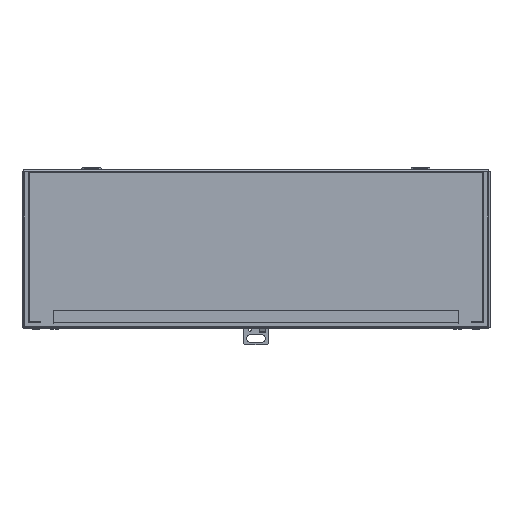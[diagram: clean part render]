
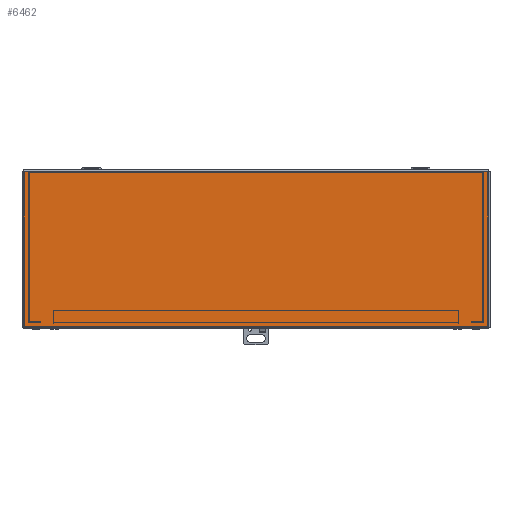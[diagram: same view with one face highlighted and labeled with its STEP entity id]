
A CAD part, top view. The second image highlights one B-rep face of the part: STEP entity #6462.
In plain terms, the highlighted planar face has unit normal (0, 0, 1).
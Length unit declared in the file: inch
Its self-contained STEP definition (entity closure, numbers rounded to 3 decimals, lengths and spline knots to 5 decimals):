
#1153 = DIRECTION ( 'NONE',  ( 0., -1., 0. ) ) ;
#2359 = DIRECTION ( 'NONE',  ( -1., 0., 0. ) ) ;
#2445 = ORIENTED_EDGE ( 'NONE', *, *, #8355, .F. ) ;
#2759 = ORIENTED_EDGE ( 'NONE', *, *, #9795, .F. ) ;
#3052 = VERTEX_POINT ( 'NONE', #4323 ) ;
#3286 = ORIENTED_EDGE ( 'NONE', *, *, #11620, .F. ) ;
#3287 = DIRECTION ( 'NONE',  ( 0., 1., 0. ) ) ;
#3331 = CARTESIAN_POINT ( 'NONE',  ( -9.1585, -0.029, 12.0285 ) ) ;
#3638 = EDGE_CURVE ( 'NONE', #11591, #3052, #16694, .T. ) ;
#4323 = CARTESIAN_POINT ( 'NONE',  ( -9.1585, -6.135, 12.0285 ) ) ;
#4386 = VERTEX_POINT ( 'NONE', #15550 ) ;
#5824 = LINE ( 'NONE', #10923, #14567 ) ;
#6320 = ORIENTED_EDGE ( 'NONE', *, *, #3638, .F. ) ;
#6462 = ADVANCED_FACE ( 'NONE', ( #12534 ), #12790, .T. ) ;
#7019 = VECTOR ( 'NONE', #11986, 39.37008 ) ;
#7222 = VERTEX_POINT ( 'NONE', #3331 ) ;
#7227 = VECTOR ( 'NONE', #1153, 39.37008 ) ;
#7235 = VECTOR ( 'NONE', #2359, 39.37008 ) ;
#7713 = CARTESIAN_POINT ( 'NONE',  ( 9.1585, -0.029, 12.0285 ) ) ;
#8355 = EDGE_CURVE ( 'NONE', #4386, #11591, #12607, .T. ) ;
#8730 = CARTESIAN_POINT ( 'NONE',  ( 9.1585, -6.135, 12.0285 ) ) ;
#9795 = EDGE_CURVE ( 'NONE', #3052, #7222, #5824, .T. ) ;
#10923 = CARTESIAN_POINT ( 'NONE',  ( -9.1585, -6.135, 12.0285 ) ) ;
#11591 = VERTEX_POINT ( 'NONE', #15893 ) ;
#11620 = EDGE_CURVE ( 'NONE', #7222, #4386, #11817, .T. ) ;
#11817 = LINE ( 'NONE', #14285, #7019 ) ;
#11986 = DIRECTION ( 'NONE',  ( 1., 0., 0. ) ) ;
#12534 = FACE_OUTER_BOUND ( 'NONE', #14389, .T. ) ;
#12607 = LINE ( 'NONE', #12859, #7227 ) ;
#12711 = DIRECTION ( 'NONE',  ( -1., 0., 0. ) ) ;
#12790 = PLANE ( 'NONE',  #16126 ) ;
#12859 = CARTESIAN_POINT ( 'NONE',  ( 9.1585, -0.029, 12.0285 ) ) ;
#14285 = CARTESIAN_POINT ( 'NONE',  ( -9.1585, -0.029, 12.0285 ) ) ;
#14389 = EDGE_LOOP ( 'NONE', ( #2759, #6320, #2445, #3286 ) ) ;
#14567 = VECTOR ( 'NONE', #3287, 39.37008 ) ;
#15433 = DIRECTION ( 'NONE',  ( 0., 0., 1. ) ) ;
#15550 = CARTESIAN_POINT ( 'NONE',  ( 9.1585, -0.029, 12.0285 ) ) ;
#15893 = CARTESIAN_POINT ( 'NONE',  ( 9.1585, -6.135, 12.0285 ) ) ;
#16126 = AXIS2_PLACEMENT_3D ( 'NONE', #7713, #15433, #12711 ) ;
#16694 = LINE ( 'NONE', #8730, #7235 ) ;
